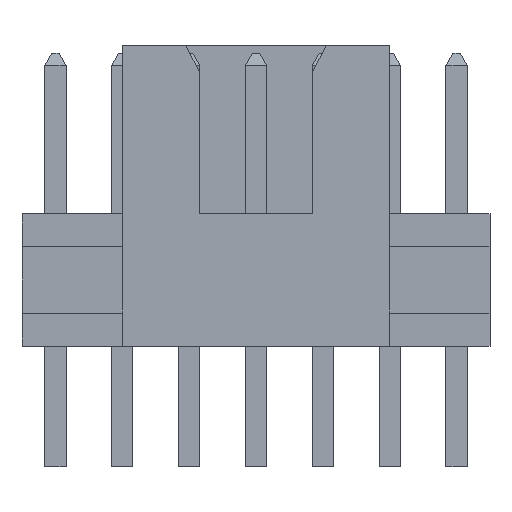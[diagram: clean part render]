
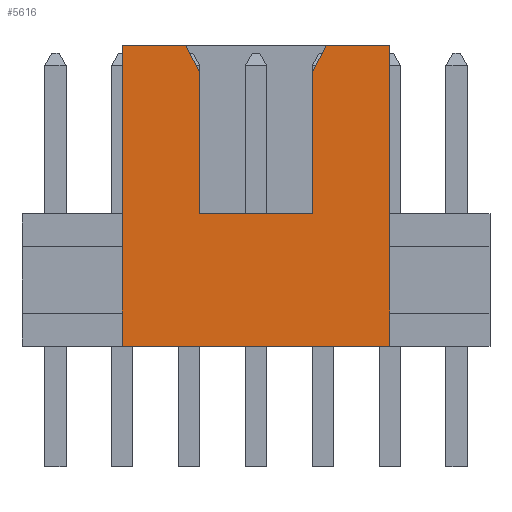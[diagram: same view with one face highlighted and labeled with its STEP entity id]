
A CAD part, top view. The second image highlights one B-rep face of the part: STEP entity #5616.
In plain terms, the highlighted planar face has unit normal (0, 0, 1).
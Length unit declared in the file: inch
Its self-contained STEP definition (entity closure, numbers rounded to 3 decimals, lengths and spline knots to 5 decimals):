
#36=ORIENTED_EDGE('',*,*,#1676,.T.);
#37=ORIENTED_EDGE('',*,*,#1677,.T.);
#38=ORIENTED_EDGE('',*,*,#1678,.T.);
#39=ORIENTED_EDGE('',*,*,#1679,.T.);
#40=ORIENTED_EDGE('',*,*,#1680,.F.);
#41=ORIENTED_EDGE('',*,*,#1681,.F.);
#42=ORIENTED_EDGE('',*,*,#1682,.T.);
#43=ORIENTED_EDGE('',*,*,#1683,.T.);
#44=ORIENTED_EDGE('',*,*,#1684,.T.);
#45=ORIENTED_EDGE('',*,*,#1685,.T.);
#1676=EDGE_CURVE('',#2496,#2497,#3020,.T.);
#1677=EDGE_CURVE('',#2497,#2498,#3021,.T.);
#1678=EDGE_CURVE('',#2498,#2499,#3022,.T.);
#1679=EDGE_CURVE('',#2499,#2500,#3023,.T.);
#1680=EDGE_CURVE('',#2501,#2500,#3024,.T.);
#1681=EDGE_CURVE('',#2502,#2501,#3025,.T.);
#1682=EDGE_CURVE('',#2502,#2503,#3026,.T.);
#1683=EDGE_CURVE('',#2503,#2504,#3027,.T.);
#1684=EDGE_CURVE('',#2504,#2505,#3028,.T.);
#1685=EDGE_CURVE('',#2505,#2496,#3029,.T.);
#2496=VERTEX_POINT('',#7705);
#2497=VERTEX_POINT('',#7706);
#2498=VERTEX_POINT('',#7708);
#2499=VERTEX_POINT('',#7710);
#2500=VERTEX_POINT('',#7712);
#2501=VERTEX_POINT('',#7714);
#2502=VERTEX_POINT('',#7716);
#2503=VERTEX_POINT('',#7718);
#2504=VERTEX_POINT('',#7720);
#2505=VERTEX_POINT('',#7722);
#3020=LINE('',#7704,#3840);
#3021=LINE('',#7707,#3841);
#3022=LINE('',#7709,#3842);
#3023=LINE('',#7711,#3843);
#3024=LINE('',#7713,#3844);
#3025=LINE('',#7715,#3845);
#3026=LINE('',#7717,#3846);
#3027=LINE('',#7719,#3847);
#3028=LINE('',#7721,#3848);
#3029=LINE('',#7723,#3849);
#3840=VECTOR('',#6270,39.37008);
#3841=VECTOR('',#6271,39.37008);
#3842=VECTOR('',#6272,39.37008);
#3843=VECTOR('',#6273,39.37008);
#3844=VECTOR('',#6274,39.37008);
#3845=VECTOR('',#6275,39.37008);
#3846=VECTOR('',#6276,39.37008);
#3847=VECTOR('',#6277,39.37008);
#3848=VECTOR('',#6278,39.37008);
#3849=VECTOR('',#6279,39.37008);
#4660=EDGE_LOOP('',(#36,#37,#38,#39,#40,#41,#42,#43,#44,#45));
#4986=FACE_BOUND('',#4660,.T.);
#5312=PLANE('',#5959);
#5616=ADVANCED_FACE('',(#4986),#5312,.T.);
#5959=AXIS2_PLACEMENT_3D('',#7703,#6268,#6269);
#6268=DIRECTION('',(0.,0.,1.));
#6269=DIRECTION('',(1.,0.,0.));
#6270=DIRECTION('',(0.,1.,0.));
#6271=DIRECTION('',(-0.447,0.894,0.));
#6272=DIRECTION('',(-1.,0.,0.));
#6273=DIRECTION('',(0.,-1.,0.));
#6274=DIRECTION('',(-1.,0.,0.));
#6275=DIRECTION('',(0.,-1.,0.));
#6276=DIRECTION('',(-1.,0.,0.));
#6277=DIRECTION('',(-0.447,-0.894,0.));
#6278=DIRECTION('',(0.,-1.,0.));
#6279=DIRECTION('',(-1.,0.,0.));
#7703=CARTESIAN_POINT('',(0.1,0.005,0.1));
#7704=CARTESIAN_POINT('',(-0.0425,0.005,0.1));
#7705=CARTESIAN_POINT('',(-0.0425,0.099,0.1));
#7706=CARTESIAN_POINT('',(-0.0425,0.205,0.1));
#7707=CARTESIAN_POINT('',(0.066,-0.012,0.1));
#7708=CARTESIAN_POINT('',(-0.0525,0.225,0.1));
#7709=CARTESIAN_POINT('',(0.1,0.225,0.1));
#7710=CARTESIAN_POINT('',(-0.1,0.225,0.1));
#7711=CARTESIAN_POINT('',(-0.1,0.005,0.1));
#7712=CARTESIAN_POINT('',(-0.1,0.,0.1));
#7713=CARTESIAN_POINT('',(0.1,0.,0.1));
#7714=CARTESIAN_POINT('',(0.1,0.,0.1));
#7715=CARTESIAN_POINT('',(0.1,0.005,0.1));
#7716=CARTESIAN_POINT('',(0.1,0.225,0.1));
#7717=CARTESIAN_POINT('',(0.1,0.225,0.1));
#7718=CARTESIAN_POINT('',(0.0525,0.225,0.1));
#7719=CARTESIAN_POINT('',(-0.026,0.068,0.1));
#7720=CARTESIAN_POINT('',(0.0425,0.205,0.1));
#7721=CARTESIAN_POINT('',(0.0425,0.005,0.1));
#7722=CARTESIAN_POINT('',(0.0425,0.099,0.1));
#7723=CARTESIAN_POINT('',(0.1,0.099,0.1));
